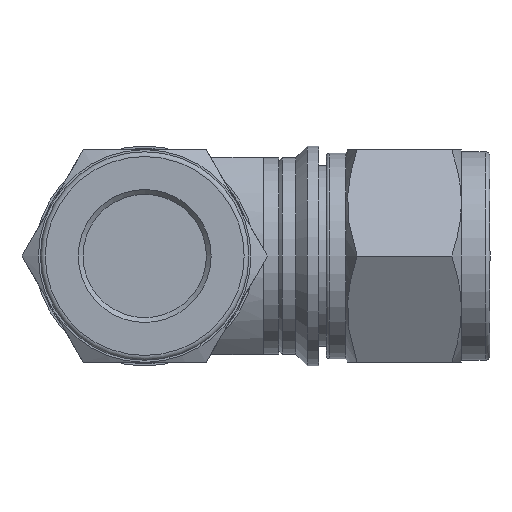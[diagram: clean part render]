
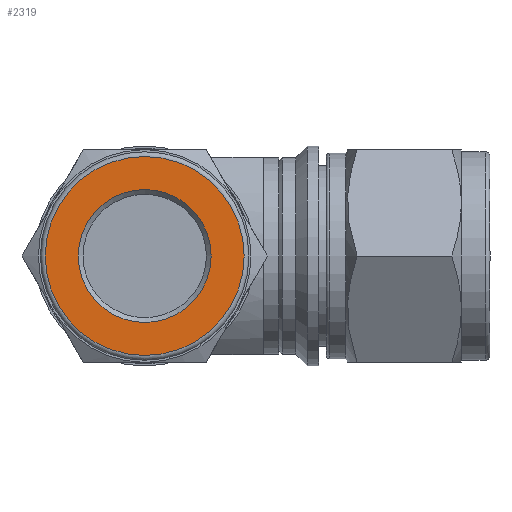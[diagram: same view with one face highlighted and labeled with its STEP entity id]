
A CAD part, left-side view. The second image highlights one B-rep face of the part: STEP entity #2319.
In plain terms, the highlighted planar face has unit normal (-1, 0, 0).
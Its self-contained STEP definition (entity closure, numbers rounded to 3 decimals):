
#116=FACE_BOUND('',#520,.T.);
#219=CIRCLE('',#2578,6.95);
#220=CIRCLE('',#2580,10.4);
#351=FACE_OUTER_BOUND('',#519,.T.);
#519=EDGE_LOOP('',(#1901));
#520=EDGE_LOOP('',(#1902));
#1086=VERTEX_POINT('',#3946);
#1087=VERTEX_POINT('',#3950);
#1376=EDGE_CURVE('',#1086,#1086,#219,.T.);
#1377=EDGE_CURVE('',#1087,#1087,#220,.T.);
#1901=ORIENTED_EDGE('',*,*,#1377,.F.);
#1902=ORIENTED_EDGE('',*,*,#1376,.T.);
#2192=PLANE('',#2579);
#2319=ADVANCED_FACE('',(#351,#116),#2192,.T.);
#2578=AXIS2_PLACEMENT_3D('',#3948,#3112,#3113);
#2579=AXIS2_PLACEMENT_3D('',#3949,#3114,#3115);
#2580=AXIS2_PLACEMENT_3D('',#3951,#3116,#3117);
#3112=DIRECTION('center_axis',(1.,0.,0.));
#3113=DIRECTION('ref_axis',(0.,0.,-1.));
#3114=DIRECTION('center_axis',(-1.,0.,0.));
#3115=DIRECTION('ref_axis',(0.,0.,1.));
#3116=DIRECTION('center_axis',(1.,0.,0.));
#3117=DIRECTION('ref_axis',(0.,0.,-1.));
#3946=CARTESIAN_POINT('',(-36.101,-6.95,0.));
#3948=CARTESIAN_POINT('Origin',(-36.101,0.,
0.));
#3949=CARTESIAN_POINT('Origin',(-36.101,10.4,0.));
#3950=CARTESIAN_POINT('',(-36.101,0.,10.4));
#3951=CARTESIAN_POINT('Origin',(-36.101,0.,
0.));
